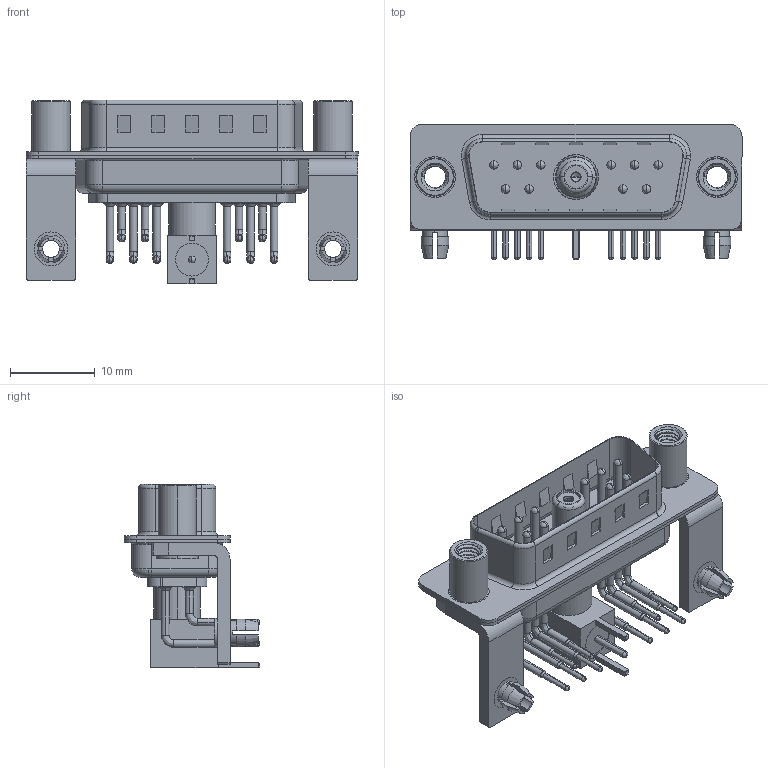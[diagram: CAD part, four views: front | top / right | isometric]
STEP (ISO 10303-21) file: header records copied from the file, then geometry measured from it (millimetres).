
FILE_DESCRIPTION (( 'STEP AP203' ), '1' );
FILE_NAME ('629-11W1640-7TD.STEP', '2022-05-09T20:37:43', ( '' ), ( '' ), 'SwSTEP 2.0', 'SolidWorks 2020', '' );
FILE_SCHEMA (( 'CONFIG_CONTROL_DESIGN' ));
Length unit declared in the file: millimetre
Products named in the file (17): Insulator Socket 2; 629Combo Board Lock; Co-Ax Jack_RA PC Tail; 629Combo Shell Rear_15 Contacts; 629Combo Contact Row 1; Co-Ax Jack Assy_RA; 629Combo Housing_11W1; Locking Collar; 629Combo Contact Row 2; Insulator Socket; 629Combo Stabilizer Bracket; Socket_RA; 629Combo Shell Front_15 Contacts; 629-11W1640-7TD; RA Back Shell; 629Combo Threaded Standoff_D; Insulator RA Pin
Assembly tree (27 placements, depth 3):
  629-11W1640-7TD
    629Combo Housing_11W1
    629Combo Shell Rear_15 Contacts
    629Combo Shell Front_15 Contacts
    629Combo Stabilizer Bracket  x2
    629Combo Board Lock  x2
    629Combo Threaded Standoff_D  x2
    Co-Ax Jack Assy_RA
      Co-Ax Jack_RA PC Tail
      Insulator Socket
      Insulator Socket 2
      Locking Collar
      Socket_RA
      RA Back Shell
      Insulator RA Pin
    629Combo Contact Row 1  x6
    629Combo Contact Row 2  x4
Bounding box: 39.2 x 16 x 21.71 mm (x, y, z)
Volume: 2631.4 mm3; surface area: 7212.8 mm2
Topology: 26 solids, 29 shells, 1795 faces, 4849 edges, 3135 vertices
Faces by surface type: plane 915, cylinder 668, cone 87, bspline 67, torus 56, sphere 2
Entity records: 30347 total; most frequent: CARTESIAN_POINT 7224, DIRECTION 4563, ORIENTED_EDGE 4290, EDGE_CURVE 2145, AXIS2_PLACEMENT_3D 1668, VERTEX_POINT 1382, VECTOR 1227, LINE 1227
